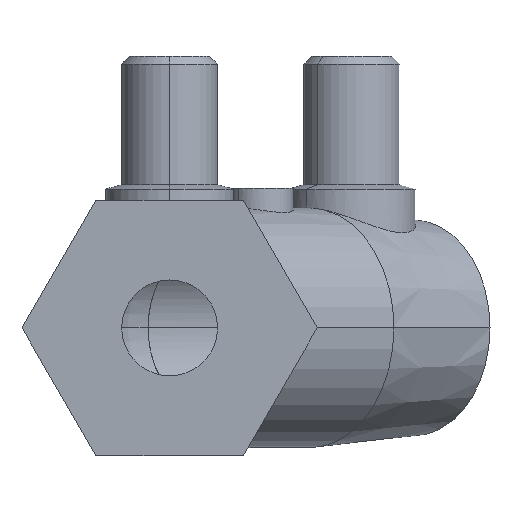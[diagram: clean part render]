
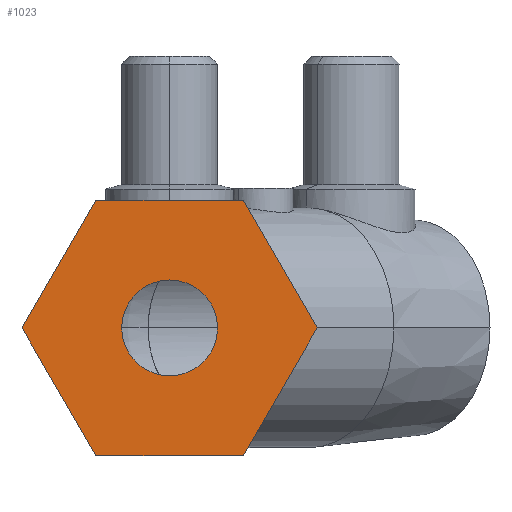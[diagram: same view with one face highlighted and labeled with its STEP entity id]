
A CAD part, left-side view. The second image highlights one B-rep face of the part: STEP entity #1023.
In plain terms, the highlighted planar face has unit normal (-1, 0, 0).
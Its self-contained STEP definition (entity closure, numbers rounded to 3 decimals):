
#417 = VERTEX_POINT( '', #1129 );
#449 = VERTEX_POINT( '', #1165 );
#553 = VERTEX_POINT( '', #1283 );
#557 = EDGE_CURVE( '', #417, #683, #1287, .T. );
#579 = EDGE_CURVE( '', #683, #619, #1310, .T. );
#619 = VERTEX_POINT( '', #1358 );
#683 = VERTEX_POINT( '', #1435 );
#717 = VERTEX_POINT( '', #1475 );
#793 = VERTEX_POINT( '', #1555 );
#797 = EDGE_CURVE( '', #553, #717, #1559, .T. );
#863 = EDGE_CURVE( '', #619, #553, #1633, .T. );
#887 = EDGE_CURVE( '', #717, #793, #1660, .T. );
#917 = VERTEX_POINT( '', #1697 );
#929 = EDGE_CURVE( '', #793, #417, #1710, .T. );
#971 = EDGE_CURVE( '', #917, #449, #1755, .T. );
#1021 = EDGE_CURVE( '', #449, #917, #1807, .T. );
#1023 = ADVANCED_FACE( '', ( #1809, #1810 ), #1811, .T. );
#1129 = CARTESIAN_POINT( '', ( -92.607, -4.844, 16. ) );
#1165 = CARTESIAN_POINT( '', ( -92.607, -1.607, 0. ) );
#1283 = CARTESIAN_POINT( '', ( -92.607, 13.631, -16. ) );
#1287 = LINE( '', #2315, #2316 );
#1310 = LINE( '', #2358, #2359 );
#1358 = CARTESIAN_POINT( '', ( -92.607, 22.869, 0. ) );
#1435 = CARTESIAN_POINT( '', ( -92.607, 13.631, 16. ) );
#1475 = CARTESIAN_POINT( '', ( -92.607, -4.844, -16. ) );
#1555 = CARTESIAN_POINT( '', ( -92.607, -14.082, 0. ) );
#1559 = LINE( '', #2766, #2767 );
#1633 = LINE( '', #2904, #2905 );
#1660 = LINE( '', #2957, #2958 );
#1697 = CARTESIAN_POINT( '', ( -92.607, 10.393, 0. ) );
#1710 = LINE( '', #3024, #3025 );
#1755 = CIRCLE( '', #3198, 6. );
#1807 = CIRCLE( '', #3299, 6. );
#1809 = FACE_BOUND( '', #3301, .T. );
#1810 = FACE_OUTER_BOUND( '', #3302, .T. );
#1811 = PLANE( '', #3303 );
#2315 = CARTESIAN_POINT( '', ( -92.607, 16.094, 16. ) );
#2316 = VECTOR( '', #3678, 1. );
#2358 = CARTESIAN_POINT( '', ( -92.607, 22.33, 0.933 ) );
#2359 = VECTOR( '', #3691, 1. );
#2766 = CARTESIAN_POINT( '', ( -92.607, 6.857, -16. ) );
#2767 = VECTOR( '', #4002, 1. );
#2904 = CARTESIAN_POINT( '', ( -92.607, 17.711, -8.933 ) );
#2905 = VECTOR( '', #4082, 1. );
#2957 = CARTESIAN_POINT( '', ( -92.607, -10.002, -7.067 ) );
#2958 = VECTOR( '', #4113, 1. );
#3024 = CARTESIAN_POINT( '', ( -92.607, -5.383, 15.067 ) );
#3025 = VECTOR( '', #4190, 1. );
#3198 = AXIS2_PLACEMENT_3D( '', #4231, #4232, #4233 );
#3299 = AXIS2_PLACEMENT_3D( '', #4278, #4279, #4280 );
#3301 = EDGE_LOOP( '', ( #4282, #4283 ) );
#3302 = EDGE_LOOP( '', ( #4284, #4285, #4286, #4287, #4288, #4289 ) );
#3303 = AXIS2_PLACEMENT_3D( '', #4290, #4291, #4292 );
#3678 = DIRECTION( '', ( 0., 1., 0. ) );
#3691 = DIRECTION( '', ( 0., 0.5, -0.866 ) );
#4002 = DIRECTION( '', ( 0., -1., 0. ) );
#4082 = DIRECTION( '', ( 0., -0.5, -0.866 ) );
#4113 = DIRECTION( '', ( 0., -0.5, 0.866 ) );
#4190 = DIRECTION( '', ( 0., 0.5, 0.866 ) );
#4231 = CARTESIAN_POINT( '', ( -92.607, 4.393, 0. ) );
#4232 = DIRECTION( '', ( 1., 0., 0. ) );
#4233 = DIRECTION( '', ( 0., 1., 0. ) );
#4278 = CARTESIAN_POINT( '', ( -92.607, 4.393, 0. ) );
#4279 = DIRECTION( '', ( 1., 0., 0. ) );
#4280 = DIRECTION( '', ( 0., 1., 0. ) );
#4282 = ORIENTED_EDGE( '', *, *, #971, .T. );
#4283 = ORIENTED_EDGE( '', *, *, #1021, .T. );
#4284 = ORIENTED_EDGE( '', *, *, #929, .T. );
#4285 = ORIENTED_EDGE( '', *, *, #557, .T. );
#4286 = ORIENTED_EDGE( '', *, *, #579, .T. );
#4287 = ORIENTED_EDGE( '', *, *, #863, .T. );
#4288 = ORIENTED_EDGE( '', *, *, #797, .T. );
#4289 = ORIENTED_EDGE( '', *, *, #887, .T. );
#4290 = CARTESIAN_POINT( '', ( -92.607, 18.557, 0. ) );
#4291 = DIRECTION( '', ( -1., 0., 0. ) );
#4292 = DIRECTION( '', ( 0., 1., 0. ) );
